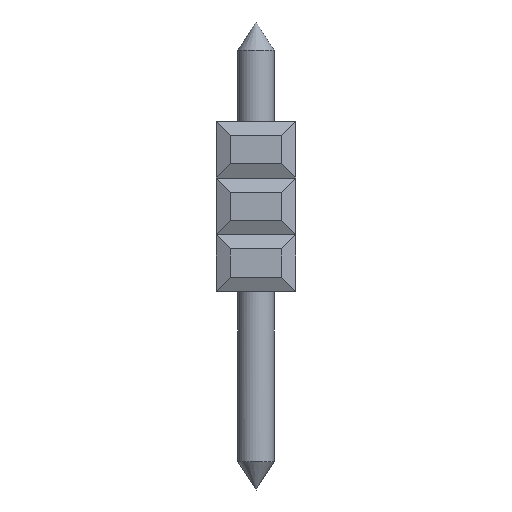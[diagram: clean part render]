
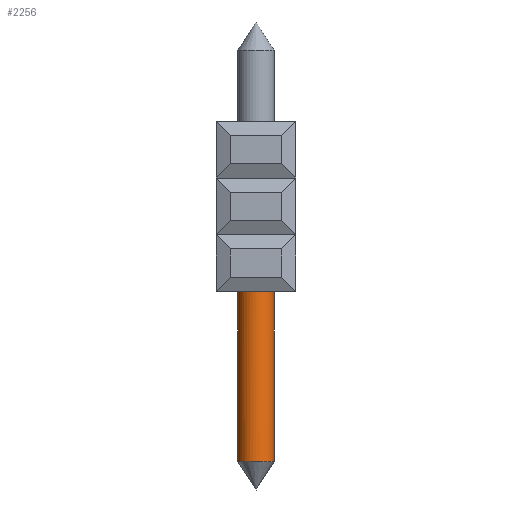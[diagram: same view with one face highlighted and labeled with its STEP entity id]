
A CAD part, left-side view. The second image highlights one B-rep face of the part: STEP entity #2256.
In plain terms, the highlighted cylindrical face has radius 0.65 mm (diameter 1.3 mm), a full revolution.
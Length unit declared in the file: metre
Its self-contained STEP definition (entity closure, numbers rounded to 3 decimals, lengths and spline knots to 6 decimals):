
#2256=ADVANCED_FACE('',(#5418,#5419),#5420,.T.);
#5418=FACE_OUTER_BOUND('',#9427,.T.);
#5419=FACE_OUTER_BOUND('',#9428,.T.);
#5420=CYLINDRICAL_SURFACE('',#9429,0.00065);
#9427=EDGE_LOOP('',(#16631));
#9428=EDGE_LOOP('',(#16632));
#9429=AXIS2_PLACEMENT_3D('',#16633,#16634,#16635);
#16631=ORIENTED_EDGE('',*,*,#24515,.F.);
#16632=ORIENTED_EDGE('',*,*,#24516,.F.);
#16633=CARTESIAN_POINT('',(-0.00435,-0.03326,-0.0015));
#16634=DIRECTION('',(0.0,0.,-1.0));
#16635=DIRECTION('',(-1.0,0.0,0.0));
#24515=EDGE_CURVE('',#29894,#29894,#29895,.T.);
#24516=EDGE_CURVE('',#29896,#29896,#29897,.T.);
#29894=VERTEX_POINT('',#37281);
#29895=CIRCLE('',#37282,0.00065);
#29896=VERTEX_POINT('',#37283);
#29897=CIRCLE('',#37284,0.00065);
#37281=CARTESIAN_POINT('',(-0.00396,-0.03274,-0.012));
#37282=AXIS2_PLACEMENT_3D('',#42121,#42122,#42123);
#37283=CARTESIAN_POINT('',(-0.00435,-0.03391,-0.0058));
#37284=AXIS2_PLACEMENT_3D('',#42124,#42125,#42126);
#42121=CARTESIAN_POINT('',(-0.00435,-0.03326,-0.012));
#42122=DIRECTION('',(0.,0.,-1.0));
#42123=DIRECTION('',(0.6,0.8,0.));
#42124=CARTESIAN_POINT('',(-0.00435,-0.03326,-0.0058));
#42125=DIRECTION('',(0.0,0.,1.0));
#42126=DIRECTION('',(0.0,-1.0,0.));
